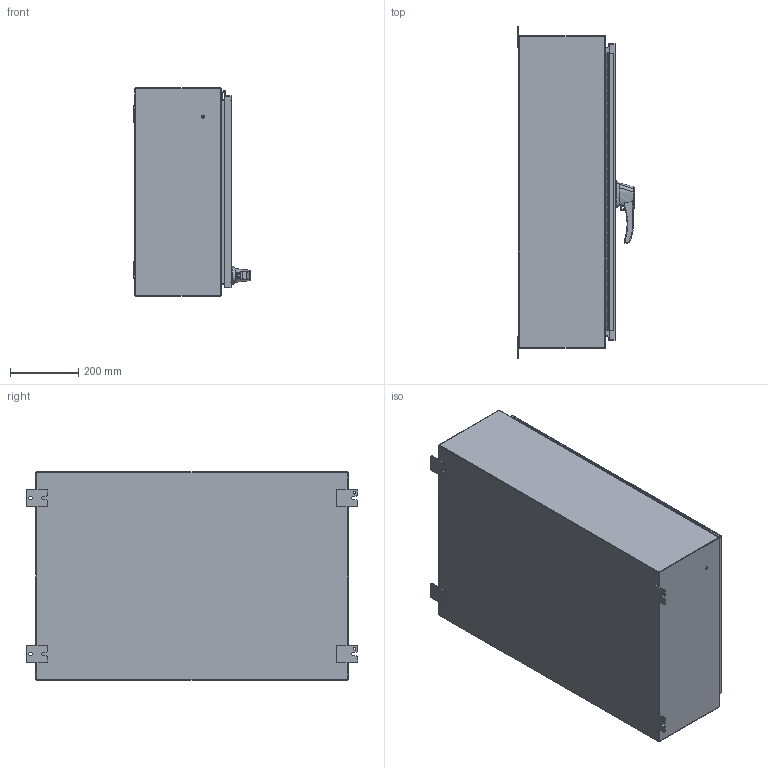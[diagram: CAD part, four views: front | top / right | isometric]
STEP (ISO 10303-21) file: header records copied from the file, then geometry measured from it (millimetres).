
FILE_DESCRIPTION (( 'STEP AP214' ), '1' );
FILE_NAME ('HW362410S16HK.STEP', '2019-08-09T15:22:10', ( '' ), ( '' ), 'SwSTEP 2.0', 'SolidWorks 2018', '' );
FILE_SCHEMA (( 'AUTOMOTIVE_DESIGN' ));
Length unit declared in the file: inch
Products named in the file (1): HW362410S16HK
Bounding box: 341.63 x 971.55 x 609.6 mm (x, y, z)
Volume: 4413329.5 mm3; surface area: 4551801.4 mm2
Topology: 44 solids, 45 shells, 1542 faces, 3873 edges, 2460 vertices
Faces by surface type: plane 720, cylinder 658, bspline 123, cone 41
Entity records: 106262 total; most frequent: CARTESIAN_POINT 49549, ORIENTED_EDGE 7730, DIRECTION 7292, EDGE_CURVE 3865, AXIS2_PLACEMENT_3D 2564, VERTEX_POINT 2460, LINE 2164, VECTOR 2164
